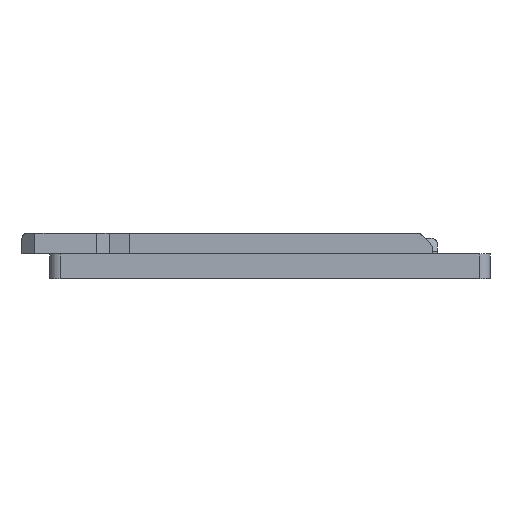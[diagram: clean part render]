
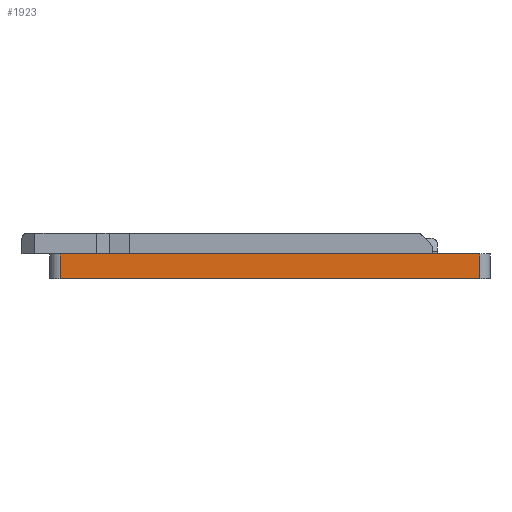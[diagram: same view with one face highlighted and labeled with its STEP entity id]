
A CAD part, left-side view. The second image highlights one B-rep face of the part: STEP entity #1923.
In plain terms, the highlighted planar face has unit normal (-1, 0, 0).
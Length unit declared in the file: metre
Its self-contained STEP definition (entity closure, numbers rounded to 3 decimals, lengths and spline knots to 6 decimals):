
#256=ORIENTED_EDGE('',*,*,#706,.T.);
#257=ORIENTED_EDGE('',*,*,#814,.T.);
#258=ORIENTED_EDGE('',*,*,#815,.F.);
#259=ORIENTED_EDGE('',*,*,#816,.T.);
#706=EDGE_CURVE('',#996,#995,#1177,.T.);
#814=EDGE_CURVE('',#995,#1085,#1269,.T.);
#815=EDGE_CURVE('',#1086,#1085,#1270,.T.);
#816=EDGE_CURVE('',#1086,#996,#1271,.F.);
#995=VERTEX_POINT('',#2777);
#996=VERTEX_POINT('',#2779);
#1085=VERTEX_POINT('',#2994);
#1086=VERTEX_POINT('',#2996);
#1177=LINE('',#2778,#1408);
#1269=LINE('',#2993,#1500);
#1270=LINE('',#2995,#1501);
#1271=LINE('',#2997,#1502);
#1408=VECTOR('',#2213,1.);
#1500=VECTOR('',#2373,1.);
#1501=VECTOR('',#2374,1.);
#1502=VECTOR('',#2375,1.);
#1640=EDGE_LOOP('',(#256,#257,#258,#259));
#1749=FACE_BOUND('',#1640,.T.);
#1854=PLANE('',#2058);
#1923=ADVANCED_FACE('',(#1749),#1854,.T.);
#2058=AXIS2_PLACEMENT_3D('',#2992,#2371,#2372);
#2213=DIRECTION('',(0.,1.,0.));
#2371=DIRECTION('',(-1.,0.,0.));
#2372=DIRECTION('',(0.,0.,1.));
#2373=DIRECTION('',(0.,0.,-1.));
#2374=DIRECTION('',(0.,1.,0.));
#2375=DIRECTION('',(0.,0.,-1.));
#2777=CARTESIAN_POINT('',(0.,0.083,0.0048));
#2778=CARTESIAN_POINT('',(0.,0.0425,0.0048));
#2779=CARTESIAN_POINT('',(0.,0.002,0.0048));
#2992=CARTESIAN_POINT('',(0.,0.0425,0.0048));
#2993=CARTESIAN_POINT('',(0.,0.083,0.0048));
#2994=CARTESIAN_POINT('',(0.,0.083,0.));
#2995=CARTESIAN_POINT('',(0.,0.0425,0.));
#2996=CARTESIAN_POINT('',(0.,0.002,0.));
#2997=CARTESIAN_POINT('',(0.,0.002,0.0048));
